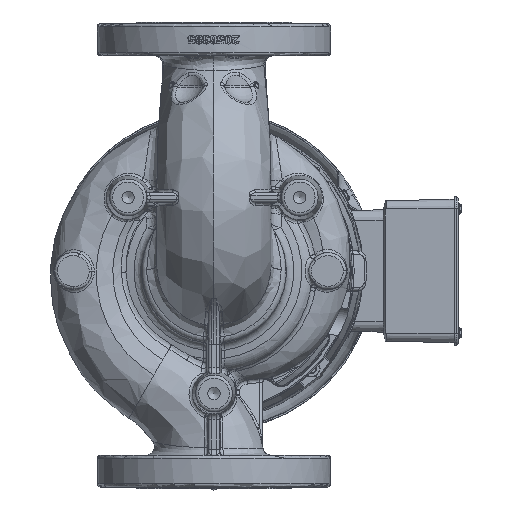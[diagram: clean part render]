
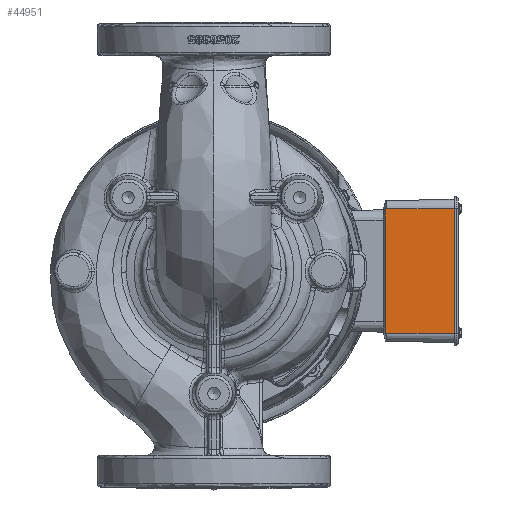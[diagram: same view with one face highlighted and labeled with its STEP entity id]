
A CAD part, front view. The second image highlights one B-rep face of the part: STEP entity #44951.
In plain terms, the highlighted planar face has unit normal (-0.026, -1, 0).
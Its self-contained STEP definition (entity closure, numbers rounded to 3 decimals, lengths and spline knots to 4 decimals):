
#3966=PLANE('',#48691);
#6234=LINE('',#155232,#8627);
#6273=LINE('',#155823,#8666);
#6274=LINE('',#155826,#8667);
#6275=LINE('',#155827,#8668);
#8627=VECTOR('',#58147,39.3701);
#8666=VECTOR('',#58236,39.3701);
#8667=VECTOR('',#58239,39.3701);
#8668=VECTOR('',#58240,39.3701);
#11169=FACE_OUTER_BOUND('',#13638,.T.);
#13638=EDGE_LOOP('',(#38743,#38744,#38745,#38746,#38747,#38748));
#16146=(
BOUNDED_CURVE()
B_SPLINE_CURVE(2,(#155193,#155194,#155195),.UNSPECIFIED.,.F.,.F.)
B_SPLINE_CURVE_WITH_KNOTS((3,3),(15.943,23.4848),
 .UNSPECIFIED.)
CURVE()
GEOMETRIC_REPRESENTATION_ITEM()
RATIONAL_B_SPLINE_CURVE((7.782,8.562,8.562))
REPRESENTATION_ITEM('')
);
#16147=(
BOUNDED_CURVE()
B_SPLINE_CURVE(2,(#155216,#155217,#155218,#155219),.UNSPECIFIED.,.F.,.F.)
B_SPLINE_CURVE_WITH_KNOTS((3,1,3),(23.4848,24.0956,31.0266),
 .UNSPECIFIED.)
CURVE()
GEOMETRIC_REPRESENTATION_ITEM()
RATIONAL_B_SPLINE_CURVE((8.562,8.562,8.498,
7.782))
REPRESENTATION_ITEM('')
);
#20272=VERTEX_POINT('',#155169);
#20274=VERTEX_POINT('',#155191);
#20275=VERTEX_POINT('',#155197);
#20277=VERTEX_POINT('',#155215);
#20321=VERTEX_POINT('',#155821);
#20322=VERTEX_POINT('',#155825);
#26978=EDGE_CURVE('',#20272,#20274,#16146,.T.);
#26980=EDGE_CURVE('',#20277,#20275,#16147,.T.);
#26986=EDGE_CURVE('',#20274,#20277,#6234,.T.);
#27052=EDGE_CURVE('',#20275,#20321,#6273,.T.);
#27053=EDGE_CURVE('',#20321,#20322,#6274,.T.);
#27054=EDGE_CURVE('',#20272,#20322,#6275,.T.);
#38743=ORIENTED_EDGE('',*,*,#27052,.T.);
#38744=ORIENTED_EDGE('',*,*,#27053,.T.);
#38745=ORIENTED_EDGE('',*,*,#27054,.F.);
#38746=ORIENTED_EDGE('',*,*,#26978,.T.);
#38747=ORIENTED_EDGE('',*,*,#26986,.T.);
#38748=ORIENTED_EDGE('',*,*,#26980,.T.);
#44951=ADVANCED_FACE('',(#11169),#3966,.T.);
#48691=AXIS2_PLACEMENT_3D('',#155824,#58237,#58238);
#58147=DIRECTION('',(0.,0.,-1.));
#58236=DIRECTION('',(1.,-0.026,0.));
#58237=DIRECTION('center_axis',(-0.026,-1.,
0.));
#58238=DIRECTION('ref_axis',(-1.,0.026,0.));
#58239=DIRECTION('',(0.,0.,1.));
#58240=DIRECTION('',(1.,-0.026,0.));
#155169=CARTESIAN_POINT('',(5.527,15.0735,2.));
#155191=CARTESIAN_POINT('',(5.4971,15.0742,1.63));
#155193=CARTESIAN_POINT('Ctrl Pts',(5.527,15.0735,2.));
#155194=CARTESIAN_POINT('Ctrl Pts',(5.4971,15.0742,1.7981));
#155195=CARTESIAN_POINT('Ctrl Pts',(5.4971,15.0742,1.63));
#155197=CARTESIAN_POINT('',(5.527,15.0735,-2.));
#155215=CARTESIAN_POINT('',(5.4971,15.0742,-1.63));
#155216=CARTESIAN_POINT('Ctrl Pts',(5.4971,15.0742,-1.63));
#155217=CARTESIAN_POINT('Ctrl Pts',(5.4971,15.0742,-1.6436));
#155218=CARTESIAN_POINT('Ctrl Pts',(5.4993,15.0742,-1.8131));
#155219=CARTESIAN_POINT('Ctrl Pts',(5.527,15.0735,-2.));
#155232=CARTESIAN_POINT('',(5.4971,15.0742,-2.));
#155821=CARTESIAN_POINT('',(7.7156,15.0162,-2.));
#155823=CARTESIAN_POINT('',(7.7472,15.0153,-2.));
#155824=CARTESIAN_POINT('Origin',(7.7472,15.0153,-2.));
#155825=CARTESIAN_POINT('',(7.7156,15.0162,2.));
#155826=CARTESIAN_POINT('',(7.7156,15.0162,-2.));
#155827=CARTESIAN_POINT('',(7.7472,15.0153,2.));
